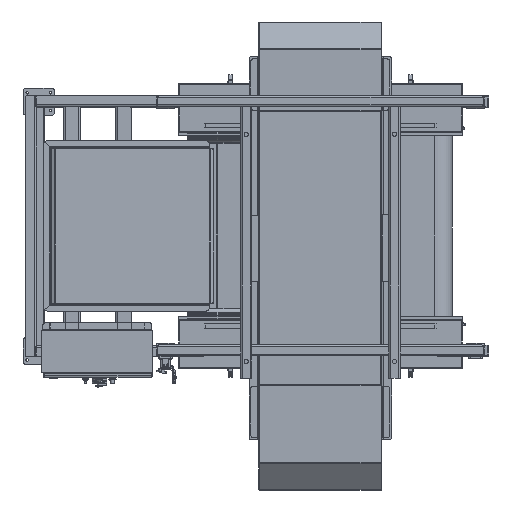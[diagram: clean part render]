
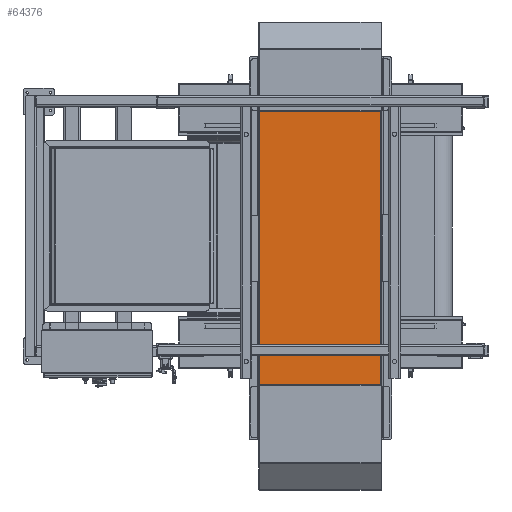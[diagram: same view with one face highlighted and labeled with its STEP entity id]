
A CAD part, top view. The second image highlights one B-rep face of the part: STEP entity #64376.
In plain terms, the highlighted planar face has unit normal (0, 0, 1).
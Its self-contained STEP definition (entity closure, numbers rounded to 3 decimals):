
#2791=PLANE('',#69678);
#5479=FACE_OUTER_BOUND('',#9175,.T.);
#9175=EDGE_LOOP('',(#49181,#49182,#49183,#49184));
#14097=LINE('',#109820,#19658);
#14103=LINE('',#109838,#19664);
#14106=LINE('',#109844,#19667);
#14107=LINE('',#109845,#19668);
#19658=VECTOR('',#82386,10.);
#19664=VECTOR('',#82410,10.);
#19667=VECTOR('',#82415,10.);
#19668=VECTOR('',#82416,10.);
#27681=VERTEX_POINT('',#109817);
#27682=VERTEX_POINT('',#109819);
#27685=VERTEX_POINT('',#109837);
#27687=VERTEX_POINT('',#109843);
#35187=EDGE_CURVE('',#27682,#27681,#14097,.T.);
#35196=EDGE_CURVE('',#27682,#27685,#14103,.T.);
#35199=EDGE_CURVE('',#27687,#27681,#14106,.T.);
#35200=EDGE_CURVE('',#27687,#27685,#14107,.T.);
#49181=ORIENTED_EDGE('',*,*,#35187,.T.);
#49182=ORIENTED_EDGE('',*,*,#35199,.F.);
#49183=ORIENTED_EDGE('',*,*,#35200,.T.);
#49184=ORIENTED_EDGE('',*,*,#35196,.F.);
#64376=ADVANCED_FACE('',(#5479),#2791,.T.);
#69678=AXIS2_PLACEMENT_3D('',#109842,#82413,#82414);
#82386=DIRECTION('',(0.,-1.,0.));
#82410=DIRECTION('',(1.,0.,0.));
#82413=DIRECTION('center_axis',(0.,0.,
1.));
#82414=DIRECTION('ref_axis',(0.,1.,0.));
#82415=DIRECTION('',(-1.,0.,0.));
#82416=DIRECTION('',(0.,1.,0.));
#109817=CARTESIAN_POINT('',(-273.,-714.,777.));
#109819=CARTESIAN_POINT('',(-273.,514.,777.));
#109820=CARTESIAN_POINT('',(-273.,207.,777.));
#109837=CARTESIAN_POINT('',(271.,514.,777.));
#109838=CARTESIAN_POINT('',(275.,514.,777.));
#109842=CARTESIAN_POINT('Origin',(-1.,-100.,
777.));
#109843=CARTESIAN_POINT('',(271.,-714.,777.));
#109844=CARTESIAN_POINT('',(-277.,-714.,777.));
#109845=CARTESIAN_POINT('',(271.,-407.,777.));
